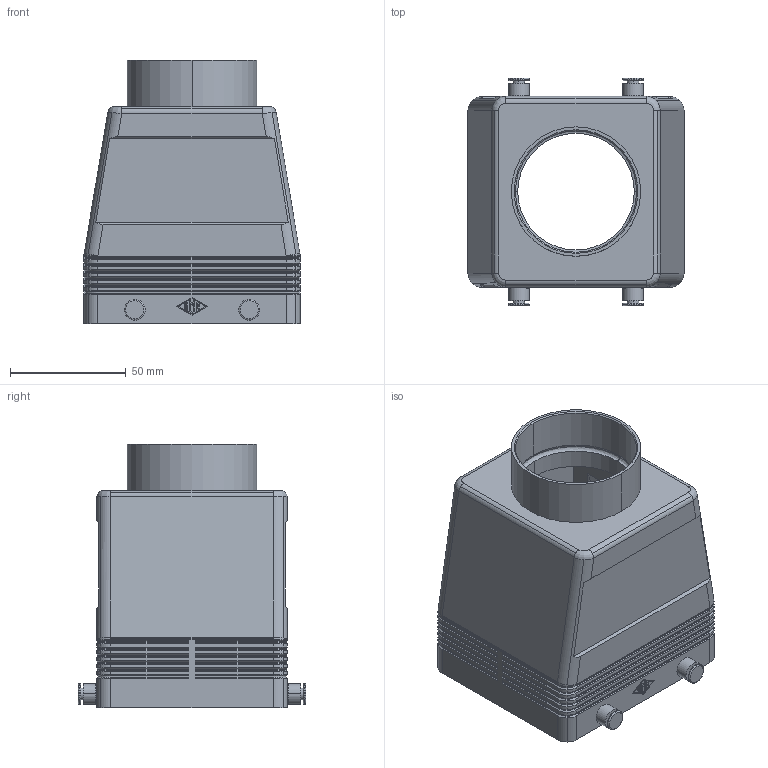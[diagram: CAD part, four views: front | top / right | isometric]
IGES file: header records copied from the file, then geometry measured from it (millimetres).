
Global section: file name: No Iges File Name specified; native system: AutoDesk Inventor R6.1; preprocessor: AutoDesk Inventor Iges Exporter R6.1; author: No Author specified; organization: No Organization specified; date: 20061213.192326; units: millimetre
Bounding box: 93.5 x 98.5 x 114 mm (x, y, z)
Volume: 151011 mm3; surface area: 80650.2 mm2
Topology: 1 solids, 1 shells, 617 faces, 1559 edges, 970 vertices
Faces by surface type: plane 209, bspline 126, cylinder 122, cone 96, revolution 52, torus 8, sphere 4
